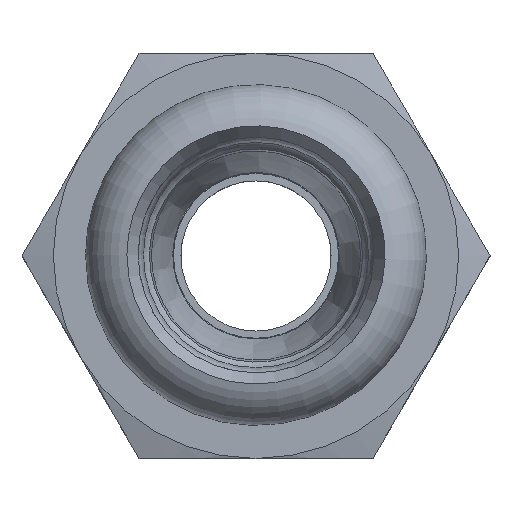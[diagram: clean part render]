
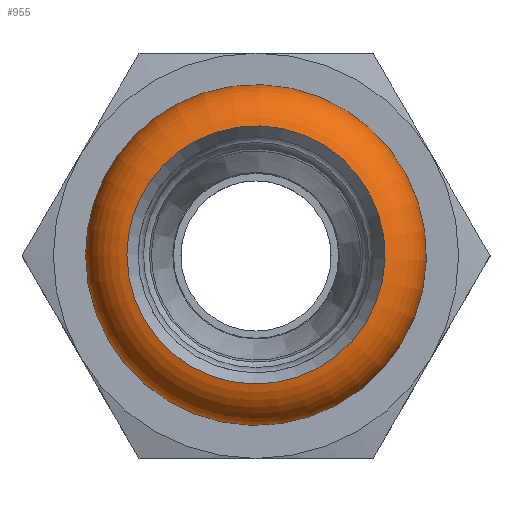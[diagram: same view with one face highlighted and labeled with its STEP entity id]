
A CAD part, top view. The second image highlights one B-rep face of the part: STEP entity #955.
In plain terms, the highlighted toroidal (fillet/blend) face has major radius 8.008 mm and minor radius 3.346 mm.
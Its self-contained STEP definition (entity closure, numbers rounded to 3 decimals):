
#161=FACE_OUTER_BOUND('',#218,.T.);
#218=EDGE_LOOP('',(#642,#643,#644,#645,#646,#647,#648,#649));
#283=CIRCLE('',#1034,8.6);
#284=CIRCLE('',#1035,8.6);
#285=CIRCLE('',#1036,8.6);
#286=CIRCLE('',#1037,3.346);
#287=CIRCLE('',#1038,9.15);
#288=CIRCLE('',#1039,9.15);
#289=CIRCLE('',#1040,9.15);
#383=VERTEX_POINT('',#1532);
#384=VERTEX_POINT('',#1533);
#385=VERTEX_POINT('',#1535);
#386=VERTEX_POINT('',#1538);
#387=VERTEX_POINT('',#1540);
#388=VERTEX_POINT('',#1542);
#488=EDGE_CURVE('',#383,#384,#283,.T.);
#489=EDGE_CURVE('',#385,#383,#284,.T.);
#490=EDGE_CURVE('',#384,#385,#285,.T.);
#491=EDGE_CURVE('',#384,#386,#286,.T.);
#492=EDGE_CURVE('',#386,#387,#287,.T.);
#493=EDGE_CURVE('',#387,#388,#288,.T.);
#494=EDGE_CURVE('',#388,#386,#289,.T.);
#642=ORIENTED_EDGE('',*,*,#488,.F.);
#643=ORIENTED_EDGE('',*,*,#489,.F.);
#644=ORIENTED_EDGE('',*,*,#490,.F.);
#645=ORIENTED_EDGE('',*,*,#491,.T.);
#646=ORIENTED_EDGE('',*,*,#492,.T.);
#647=ORIENTED_EDGE('',*,*,#493,.T.);
#648=ORIENTED_EDGE('',*,*,#494,.T.);
#649=ORIENTED_EDGE('',*,*,#491,.F.);
#950=TOROIDAL_SURFACE('',#1033,8.008,3.346);
#955=ADVANCED_FACE('',(#161),#950,.T.);
#1033=AXIS2_PLACEMENT_3D('',#1531,#1190,#1191);
#1034=AXIS2_PLACEMENT_3D('',#1534,#1192,#1193);
#1035=AXIS2_PLACEMENT_3D('',#1536,#1194,#1195);
#1036=AXIS2_PLACEMENT_3D('',#1537,#1196,#1197);
#1037=AXIS2_PLACEMENT_3D('',#1539,#1198,#1199);
#1038=AXIS2_PLACEMENT_3D('',#1541,#1200,#1201);
#1039=AXIS2_PLACEMENT_3D('',#1543,#1202,#1203);
#1040=AXIS2_PLACEMENT_3D('',#1544,#1204,#1205);
#1190=DIRECTION('center_axis',(0.,0.,1.));
#1191=DIRECTION('ref_axis',(1.,0.,0.));
#1192=DIRECTION('center_axis',(0.,0.,
1.));
#1193=DIRECTION('ref_axis',(-0.472,0.882,0.));
#1194=DIRECTION('center_axis',(0.,0.,
1.));
#1195=DIRECTION('ref_axis',(-0.472,0.882,0.));
#1196=DIRECTION('center_axis',(0.,0.,
1.));
#1197=DIRECTION('ref_axis',(-0.472,0.882,0.));
#1198=DIRECTION('center_axis',(0.,-1.,0.));
#1199=DIRECTION('ref_axis',(-1.,0.,0.));
#1200=DIRECTION('center_axis',(0.,0.,
1.));
#1201=DIRECTION('ref_axis',(-0.472,0.882,0.));
#1202=DIRECTION('center_axis',(0.,0.,
1.));
#1203=DIRECTION('ref_axis',(-0.472,0.882,0.));
#1204=DIRECTION('center_axis',(0.,0.,
1.));
#1205=DIRECTION('ref_axis',(-0.472,0.882,0.));
#1531=CARTESIAN_POINT('Origin',(0.,0.,37.407));
#1532=CARTESIAN_POINT('',(-4.057,7.583,40.7));
#1533=CARTESIAN_POINT('',(-8.6,0.,40.7));
#1534=CARTESIAN_POINT('Origin',(0.,0.,
40.7));
#1535=CARTESIAN_POINT('',(4.057,-7.583,40.7));
#1536=CARTESIAN_POINT('Origin',(0.,0.,
40.7));
#1537=CARTESIAN_POINT('Origin',(0.,0.,
40.7));
#1538=CARTESIAN_POINT('',(-9.15,0.,34.263));
#1539=CARTESIAN_POINT('Origin',(-8.008,0.,
37.407));
#1540=CARTESIAN_POINT('',(4.317,-8.068,34.263));
#1541=CARTESIAN_POINT('Origin',(0.,0.,
34.263));
#1542=CARTESIAN_POINT('',(-4.317,8.068,34.263));
#1543=CARTESIAN_POINT('Origin',(0.,0.,
34.263));
#1544=CARTESIAN_POINT('Origin',(0.,0.,
34.263));
